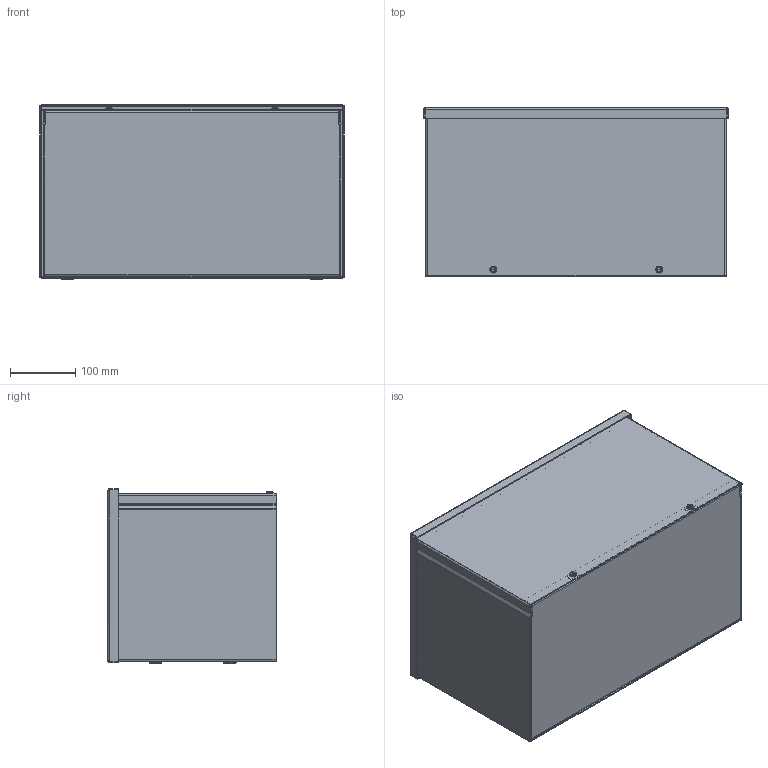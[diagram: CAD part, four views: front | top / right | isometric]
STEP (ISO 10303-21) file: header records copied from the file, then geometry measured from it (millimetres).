
FILE_DESCRIPTION(/* description */ ('RSCG, NK, NEMA 3R, GALV, BLR, 10X10X18'),/* implementation_level */ '2;1');
FILE_NAME(/* name */ 'RSCG101018GNK.stp',/* time_stamp */ '2015-07-13T11:20:25+06:00',/* author */ ('vdas'),/* organization */ (''),/* preprocessor_version */ 'ST-DEVELOPER v15.2',/* originating_system */ 'Autodesk Inventor 2014',/* authorisation */ '');
FILE_SCHEMA (('AUTOMOTIVE_DESIGN { 1 0 10303 214 3 1 1 }'));
Length unit declared in the file: inch
Products named in the file (8): RSCG101018GNKBLR; RSCG1018GNKBTM; RSCG1018GNKCAP; RSCG18GNKSTRAP-14GA; RSCG1018GNKLID; 31813; HFW372196; RSCG101018GNK
Bounding box: 466.73 x 257.47 x 268 mm (x, y, z)
Volume: 1256737.8 mm3; surface area: 1354505.6 mm2
Topology: 9 solids, 9 shells, 422 faces, 1048 edges, 660 vertices
Faces by surface type: plane 216, cylinder 120, cone 36, torus 28, bspline 22
Full cylindrical faces by diameter (mm): 3.68 x4, 4.826 x32, 6.35 x4, 7.144 x4, 7.925 x2, 10.516 x2
Entity records: 13348 total; most frequent: CARTESIAN_POINT 5411, ORIENTED_EDGE 1536, DIRECTION 1498, EDGE_CURVE 768, AXIS2_PLACEMENT_3D 535, VERTEX_POINT 499, LINE 428, VECTOR 428
